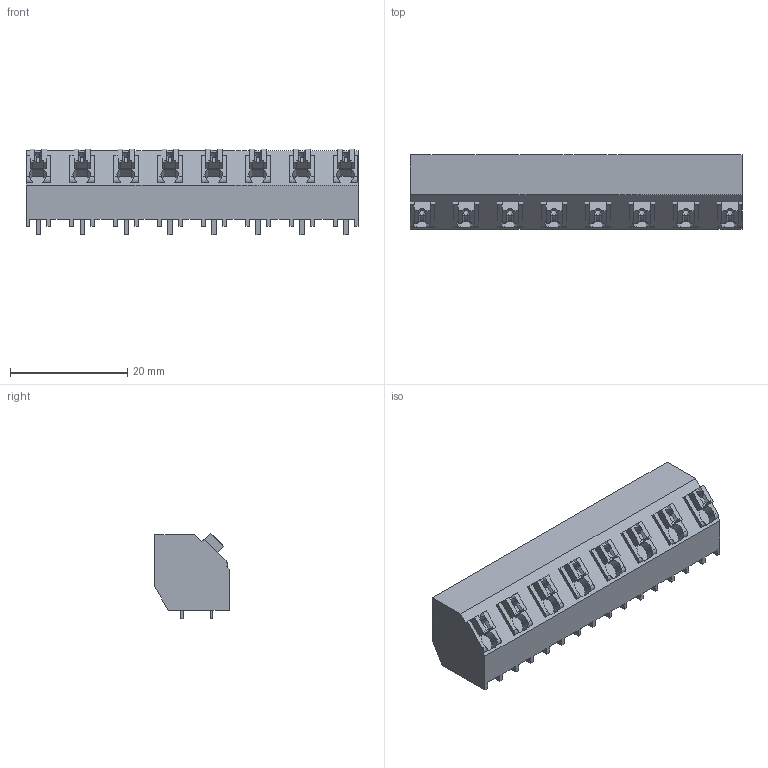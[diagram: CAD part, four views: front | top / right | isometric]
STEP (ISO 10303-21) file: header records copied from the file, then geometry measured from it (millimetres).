
FILE_DESCRIPTION(('CATIA V5 STEP Exchange','CAx-IF Rec.Pracs.--- Model Styling and Organization---1.2---2011-12-15'),'2;1');
FILE_NAME ('D1458431_0_1884940000_1884940000.stp','2018-03-20T14:11:16+00:00',('none'),('Weidmueller'),'CATIA Version 5-6 Release 2014','CATIA V5 STEP AP214','none');
FILE_SCHEMA(('AUTOMOTIVE_DESIGN { 1 0 10303 214 1 1 1 1 }'));
Length unit declared in the file: millimetre
Products named in the file (1): 1884940000
Bounding box: 56.63 x 12.7 x 14.66 mm (x, y, z)
Volume: 6252 mm3; surface area: 5319.5 mm2
Topology: 25 solids, 25 shells, 625 faces, 1752 edges, 1190 vertices
Faces by surface type: plane 562, cylinder 63
Entity records: 18482 total; most frequent: CARTESIAN_POINT 3634, ORIENTED_EDGE 3504, DIRECTION 2301, EDGE_CURVE 1752, VECTOR 1561, LINE 1561, VERTEX_POINT 1190, EDGE_LOOP 654
